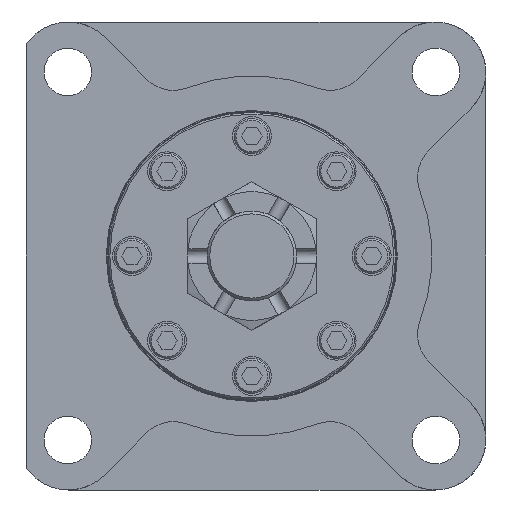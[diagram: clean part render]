
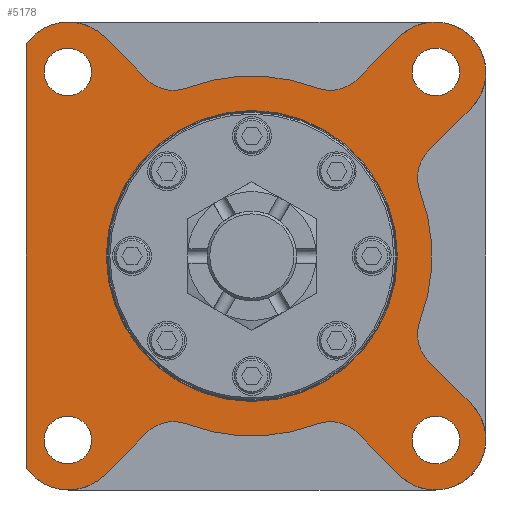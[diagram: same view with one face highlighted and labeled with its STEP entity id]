
A CAD part, left-side view. The second image highlights one B-rep face of the part: STEP entity #5178.
In plain terms, the highlighted planar face has unit normal (-1, 0, 0).
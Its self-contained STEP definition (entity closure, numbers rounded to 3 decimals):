
#358=CIRCLE('',#5580,41.25);
#359=CIRCLE('',#5583,14.35);
#363=CIRCLE('',#5589,10.94);
#365=CIRCLE('',#5592,51.06);
#367=CIRCLE('',#5595,10.94);
#369=CIRCLE('',#5599,14.35);
#373=CIRCLE('',#5605,10.94);
#375=CIRCLE('',#5608,51.06);
#377=CIRCLE('',#5611,10.94);
#379=CIRCLE('',#5615,14.35);
#384=CIRCLE('',#5622,14.35);
#387=CIRCLE('',#5627,10.94);
#389=CIRCLE('',#5630,51.06);
#391=CIRCLE('',#5633,10.94);
#393=CIRCLE('',#5636,6.75);
#394=CIRCLE('',#5637,6.75);
#395=CIRCLE('',#5638,6.75);
#396=CIRCLE('',#5639,6.75);
#738=ORIENTED_EDGE('',*,*,#2142,.T.);
#739=ORIENTED_EDGE('',*,*,#2143,.T.);
#740=ORIENTED_EDGE('',*,*,#2144,.T.);
#741=ORIENTED_EDGE('',*,*,#2145,.T.);
#742=ORIENTED_EDGE('',*,*,#2067,.T.);
#743=ORIENTED_EDGE('',*,*,#2068,.F.);
#744=ORIENTED_EDGE('',*,*,#2140,.T.);
#745=ORIENTED_EDGE('',*,*,#2137,.F.);
#746=ORIENTED_EDGE('',*,*,#2134,.T.);
#747=ORIENTED_EDGE('',*,*,#2131,.F.);
#748=ORIENTED_EDGE('',*,*,#2126,.F.);
#749=ORIENTED_EDGE('',*,*,#2123,.F.);
#750=ORIENTED_EDGE('',*,*,#2116,.F.);
#751=ORIENTED_EDGE('',*,*,#2113,.F.);
#752=ORIENTED_EDGE('',*,*,#2110,.T.);
#753=ORIENTED_EDGE('',*,*,#2107,.F.);
#754=ORIENTED_EDGE('',*,*,#2104,.T.);
#755=ORIENTED_EDGE('',*,*,#2101,.F.);
#756=ORIENTED_EDGE('',*,*,#2094,.F.);
#757=ORIENTED_EDGE('',*,*,#2091,.F.);
#758=ORIENTED_EDGE('',*,*,#2088,.T.);
#759=ORIENTED_EDGE('',*,*,#2085,.F.);
#760=ORIENTED_EDGE('',*,*,#2082,.T.);
#761=ORIENTED_EDGE('',*,*,#2079,.F.);
#762=ORIENTED_EDGE('',*,*,#2072,.F.);
#2067=EDGE_CURVE('',#2784,#2784,#358,.T.);
#2068=EDGE_CURVE('',#2785,#2786,#3262,.T.);
#2072=EDGE_CURVE('',#2786,#2789,#359,.T.);
#2079=EDGE_CURVE('',#2789,#2795,#3269,.T.);
#2082=EDGE_CURVE('',#2797,#2795,#363,.T.);
#2085=EDGE_CURVE('',#2797,#2799,#365,.T.);
#2088=EDGE_CURVE('',#2801,#2799,#367,.T.);
#2091=EDGE_CURVE('',#2801,#2803,#3275,.T.);
#2094=EDGE_CURVE('',#2803,#2805,#369,.T.);
#2101=EDGE_CURVE('',#2805,#2811,#3281,.T.);
#2104=EDGE_CURVE('',#2813,#2811,#373,.T.);
#2107=EDGE_CURVE('',#2813,#2815,#375,.T.);
#2110=EDGE_CURVE('',#2817,#2815,#377,.T.);
#2113=EDGE_CURVE('',#2817,#2819,#3287,.T.);
#2116=EDGE_CURVE('',#2819,#2821,#379,.T.);
#2123=EDGE_CURVE('',#2821,#2827,#3292,.T.);
#2126=EDGE_CURVE('',#2827,#2829,#384,.T.);
#2131=EDGE_CURVE('',#2829,#2833,#3297,.T.);
#2134=EDGE_CURVE('',#2835,#2833,#387,.T.);
#2137=EDGE_CURVE('',#2835,#2837,#389,.T.);
#2140=EDGE_CURVE('',#2785,#2837,#391,.T.);
#2142=EDGE_CURVE('',#2839,#2839,#393,.T.);
#2143=EDGE_CURVE('',#2840,#2840,#394,.T.);
#2144=EDGE_CURVE('',#2841,#2841,#395,.T.);
#2145=EDGE_CURVE('',#2842,#2842,#396,.T.);
#2784=VERTEX_POINT('',#7827);
#2785=VERTEX_POINT('',#7830);
#2786=VERTEX_POINT('',#7831);
#2789=VERTEX_POINT('',#7839);
#2795=VERTEX_POINT('',#7853);
#2797=VERTEX_POINT('',#7859);
#2799=VERTEX_POINT('',#7865);
#2801=VERTEX_POINT('',#7871);
#2803=VERTEX_POINT('',#7877);
#2805=VERTEX_POINT('',#7883);
#2811=VERTEX_POINT('',#7897);
#2813=VERTEX_POINT('',#7903);
#2815=VERTEX_POINT('',#7909);
#2817=VERTEX_POINT('',#7915);
#2819=VERTEX_POINT('',#7921);
#2821=VERTEX_POINT('',#7927);
#2827=VERTEX_POINT('',#7941);
#2829=VERTEX_POINT('',#7947);
#2833=VERTEX_POINT('',#7957);
#2835=VERTEX_POINT('',#7963);
#2837=VERTEX_POINT('',#7969);
#2839=VERTEX_POINT('',#7978);
#2840=VERTEX_POINT('',#7980);
#2841=VERTEX_POINT('',#7982);
#2842=VERTEX_POINT('',#7984);
#3262=LINE('',#7829,#3618);
#3269=LINE('',#7852,#3625);
#3275=LINE('',#7876,#3631);
#3281=LINE('',#7896,#3637);
#3287=LINE('',#7920,#3643);
#3292=LINE('',#7940,#3648);
#3297=LINE('',#7956,#3653);
#3618=VECTOR('',#6268,1000.);
#3625=VECTOR('',#6287,1000.);
#3631=VECTOR('',#6313,1000.);
#3637=VECTOR('',#6331,1000.);
#3643=VECTOR('',#6357,1000.);
#3648=VECTOR('',#6376,1000.);
#3653=VECTOR('',#6391,1000.);
#3994=EDGE_LOOP('',(#738));
#3995=EDGE_LOOP('',(#739));
#3996=EDGE_LOOP('',(#740));
#3997=EDGE_LOOP('',(#741));
#3998=EDGE_LOOP('',(#742));
#3999=EDGE_LOOP('',(#743,#744,#745,#746,#747,#748,#749,#750,#751,#752,#753,
#754,#755,#756,#757,#758,#759,#760,#761,#762));
#4500=FACE_BOUND('',#3994,.T.);
#4501=FACE_BOUND('',#3995,.T.);
#4502=FACE_BOUND('',#3996,.T.);
#4503=FACE_BOUND('',#3997,.T.);
#4504=FACE_BOUND('',#3998,.T.);
#4505=FACE_BOUND('',#3999,.T.);
#4958=PLANE('',#5635);
#5178=ADVANCED_FACE('',(#4500,#4501,#4502,#4503,#4504,#4505),#4958,.F.);
#5580=AXIS2_PLACEMENT_3D('',#7826,#6264,#6265);
#5583=AXIS2_PLACEMENT_3D('',#7838,#6274,#6275);
#5589=AXIS2_PLACEMENT_3D('',#7858,#6292,#6293);
#5592=AXIS2_PLACEMENT_3D('',#7864,#6299,#6300);
#5595=AXIS2_PLACEMENT_3D('',#7870,#6306,#6307);
#5599=AXIS2_PLACEMENT_3D('',#7882,#6318,#6319);
#5605=AXIS2_PLACEMENT_3D('',#7902,#6336,#6337);
#5608=AXIS2_PLACEMENT_3D('',#7908,#6343,#6344);
#5611=AXIS2_PLACEMENT_3D('',#7914,#6350,#6351);
#5615=AXIS2_PLACEMENT_3D('',#7926,#6362,#6363);
#5622=AXIS2_PLACEMENT_3D('',#7946,#6381,#6382);
#5627=AXIS2_PLACEMENT_3D('',#7962,#6396,#6397);
#5630=AXIS2_PLACEMENT_3D('',#7968,#6403,#6404);
#5633=AXIS2_PLACEMENT_3D('',#7974,#6410,#6411);
#5635=AXIS2_PLACEMENT_3D('',#7976,#6414,#6415);
#5636=AXIS2_PLACEMENT_3D('',#7977,#6416,#6417);
#5637=AXIS2_PLACEMENT_3D('',#7979,#6418,#6419);
#5638=AXIS2_PLACEMENT_3D('',#7981,#6420,#6421);
#5639=AXIS2_PLACEMENT_3D('',#7983,#6422,#6423);
#6264=DIRECTION('',(1.,0.,0.));
#6265=DIRECTION('',(0.,0.,-1.));
#6268=DIRECTION('',(0.,-0.707,0.707));
#6274=DIRECTION('',(1.,0.,0.));
#6275=DIRECTION('',(0.,0.,-1.));
#6287=DIRECTION('',(0.,0.707,-0.707));
#6292=DIRECTION('',(1.,0.,0.));
#6293=DIRECTION('',(0.,0.,-1.));
#6299=DIRECTION('',(1.,0.,0.));
#6300=DIRECTION('',(0.,0.,-1.));
#6306=DIRECTION('',(1.,0.,0.));
#6307=DIRECTION('',(0.,0.,-1.));
#6313=DIRECTION('',(0.,-0.707,-0.707));
#6318=DIRECTION('',(1.,0.,0.));
#6319=DIRECTION('',(0.,0.,-1.));
#6331=DIRECTION('',(0.,0.707,0.707));
#6336=DIRECTION('',(1.,0.,0.));
#6337=DIRECTION('',(0.,0.,-1.));
#6343=DIRECTION('',(1.,0.,0.));
#6344=DIRECTION('',(0.,0.,-1.));
#6350=DIRECTION('',(1.,0.,0.));
#6351=DIRECTION('',(0.,0.,-1.));
#6357=DIRECTION('',(0.,0.707,-0.707));
#6362=DIRECTION('',(1.,0.,0.));
#6363=DIRECTION('',(0.,0.,-1.));
#6376=DIRECTION('',(0.,0.,1.));
#6381=DIRECTION('',(1.,0.,0.));
#6382=DIRECTION('',(0.,0.,-1.));
#6391=DIRECTION('',(0.,-0.707,-0.707));
#6396=DIRECTION('',(1.,0.,0.));
#6397=DIRECTION('',(0.,0.,-1.));
#6403=DIRECTION('',(1.,0.,0.));
#6404=DIRECTION('',(0.,0.,-1.));
#6410=DIRECTION('',(1.,0.,0.));
#6411=DIRECTION('',(0.,0.,-1.));
#6414=DIRECTION('',(1.,0.,0.));
#6415=DIRECTION('',(0.,0.,-1.));
#6416=DIRECTION('',(1.,0.,0.));
#6417=DIRECTION('',(0.,0.,-1.));
#6418=DIRECTION('',(1.,0.,0.));
#6419=DIRECTION('',(0.,0.,-1.));
#6420=DIRECTION('',(1.,0.,0.));
#6421=DIRECTION('',(0.,0.,-1.));
#6422=DIRECTION('',(1.,0.,0.));
#6423=DIRECTION('',(0.,0.,-1.));
#7826=CARTESIAN_POINT('',(47.1,0.,0.));
#7827=CARTESIAN_POINT('',(47.1,0.,-41.25));
#7829=CARTESIAN_POINT('',(47.1,-29.881,50.175));
#7830=CARTESIAN_POINT('',(47.1,-29.881,50.175));
#7831=CARTESIAN_POINT('',(47.1,-41.854,62.148));
#7838=CARTESIAN_POINT('',(47.1,-52.001,52.001));
#7839=CARTESIAN_POINT('',(47.1,-62.148,41.854));
#7852=CARTESIAN_POINT('',(47.1,-62.148,41.854));
#7853=CARTESIAN_POINT('',(47.1,-50.175,29.881));
#7858=CARTESIAN_POINT('',(47.1,-57.91,22.145));
#7859=CARTESIAN_POINT('',(47.1,-47.692,18.237));
#7864=CARTESIAN_POINT('',(47.1,0.,0.));
#7865=CARTESIAN_POINT('',(47.1,-47.692,-18.237));
#7870=CARTESIAN_POINT('',(47.1,-57.91,-22.145));
#7871=CARTESIAN_POINT('',(47.1,-50.175,-29.881));
#7876=CARTESIAN_POINT('',(47.1,-50.175,-29.881));
#7877=CARTESIAN_POINT('',(47.1,-62.148,-41.854));
#7882=CARTESIAN_POINT('',(47.1,-52.001,-52.001));
#7883=CARTESIAN_POINT('',(47.1,-41.854,-62.148));
#7896=CARTESIAN_POINT('',(47.1,-41.854,-62.148));
#7897=CARTESIAN_POINT('',(47.1,-29.881,-50.175));
#7902=CARTESIAN_POINT('',(47.1,-22.145,-57.91));
#7903=CARTESIAN_POINT('',(47.1,-18.237,-47.692));
#7908=CARTESIAN_POINT('',(47.1,0.,0.));
#7909=CARTESIAN_POINT('',(47.1,18.237,-47.692));
#7914=CARTESIAN_POINT('',(47.1,22.145,-57.91));
#7915=CARTESIAN_POINT('',(47.1,29.881,-50.175));
#7920=CARTESIAN_POINT('',(47.1,29.881,-50.175));
#7921=CARTESIAN_POINT('',(47.1,41.854,-62.148));
#7926=CARTESIAN_POINT('',(47.1,52.001,-52.001));
#7927=CARTESIAN_POINT('',(47.1,64.,-59.871));
#7940=CARTESIAN_POINT('',(47.1,64.,-59.871));
#7941=CARTESIAN_POINT('',(47.1,64.,59.871));
#7946=CARTESIAN_POINT('',(47.1,52.001,52.001));
#7947=CARTESIAN_POINT('',(47.1,41.854,62.148));
#7956=CARTESIAN_POINT('',(47.1,41.854,62.148));
#7957=CARTESIAN_POINT('',(47.1,29.881,50.175));
#7962=CARTESIAN_POINT('',(47.1,22.145,57.91));
#7963=CARTESIAN_POINT('',(47.1,18.237,47.692));
#7968=CARTESIAN_POINT('',(47.1,0.,0.));
#7969=CARTESIAN_POINT('',(47.1,-18.237,47.692));
#7974=CARTESIAN_POINT('',(47.1,-22.145,57.91));
#7976=CARTESIAN_POINT('',(47.1,-52.001,52.001));
#7977=CARTESIAN_POINT('',(47.1,-52.184,52.184));
#7978=CARTESIAN_POINT('',(47.1,-52.184,45.434));
#7979=CARTESIAN_POINT('',(47.1,-52.184,-52.184));
#7980=CARTESIAN_POINT('',(47.1,-52.184,-58.934));
#7981=CARTESIAN_POINT('',(47.1,52.184,-52.184));
#7982=CARTESIAN_POINT('',(47.1,52.184,-58.934));
#7983=CARTESIAN_POINT('',(47.1,52.184,52.184));
#7984=CARTESIAN_POINT('',(47.1,52.184,45.434));
